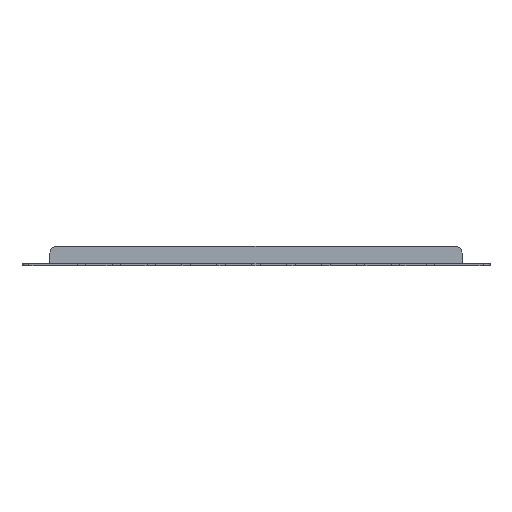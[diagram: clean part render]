
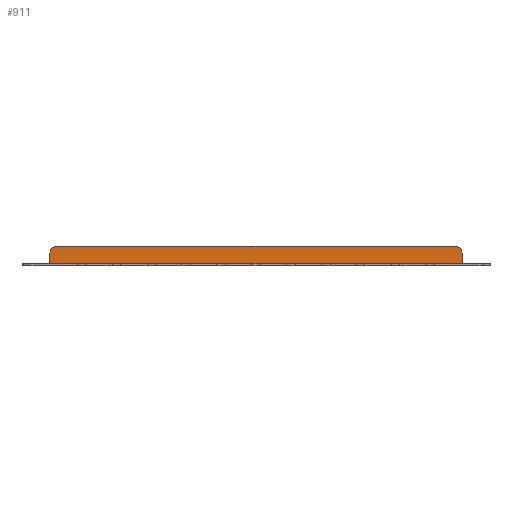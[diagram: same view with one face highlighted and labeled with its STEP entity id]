
A CAD part, top view. The second image highlights one B-rep face of the part: STEP entity #911.
In plain terms, the highlighted planar face has unit normal (0, 0, 1).
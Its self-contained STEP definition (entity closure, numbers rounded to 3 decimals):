
#24 = DIRECTION ( 'NONE',  ( 0., 1., 0. ) ) ;
#39 = VECTOR ( 'NONE', #2742, 1000. ) ;
#260 = ORIENTED_EDGE ( 'NONE', *, *, #1293, .T. ) ;
#318 = ORIENTED_EDGE ( 'NONE', *, *, #2590, .F. ) ;
#347 = CARTESIAN_POINT ( 'NONE',  ( -63.75, 0., 1.5 ) ) ;
#398 = CARTESIAN_POINT ( 'NONE',  ( -63.75, -5.5, 1.5 ) ) ;
#433 = LINE ( 'NONE', #2708, #2835 ) ;
#448 = CARTESIAN_POINT ( 'NONE',  ( -83.75, -5.5, 1.5 ) ) ;
#452 = EDGE_CURVE ( 'NONE', #2923, #3328, #433, .T. ) ;
#462 = VERTEX_POINT ( 'NONE', #2024 ) ;
#569 = ORIENTED_EDGE ( 'NONE', *, *, #452, .T. ) ;
#757 = AXIS2_PLACEMENT_3D ( 'NONE', #4013, #2064, #3063 ) ;
#766 = LINE ( 'NONE', #4007, #3775 ) ;
#773 = FACE_OUTER_BOUND ( 'NONE', #1646, .T. ) ;
#876 = CARTESIAN_POINT ( 'NONE',  ( 226.25, 2., 1.5 ) ) ;
#899 = AXIS2_PLACEMENT_3D ( 'NONE', #2169, #1553, #2786 ) ;
#911 = ADVANCED_FACE ( 'NONE', ( #773 ), #3968, .T. ) ;
#1200 = ORIENTED_EDGE ( 'NONE', *, *, #2861, .F. ) ;
#1293 = EDGE_CURVE ( 'NONE', #2243, #3777, #766, .T. ) ;
#1404 = VECTOR ( 'NONE', #24, 1000. ) ;
#1480 = AXIS2_PLACEMENT_3D ( 'NONE', #876, #2526, #4150 ) ;
#1524 = CARTESIAN_POINT ( 'NONE',  ( -58.75, 7., 1.5 ) ) ;
#1553 = DIRECTION ( 'NONE',  ( 0., 0., 1. ) ) ;
#1646 = EDGE_LOOP ( 'NONE', ( #260, #2465, #1200, #318, #569, #1669 ) ) ;
#1669 = ORIENTED_EDGE ( 'NONE', *, *, #2231, .F. ) ;
#2024 = CARTESIAN_POINT ( 'NONE',  ( -63.75, 2., 1.5 ) ) ;
#2064 = DIRECTION ( 'NONE',  ( 0., 0., 1. ) ) ;
#2105 = CARTESIAN_POINT ( 'NONE',  ( 226.25, 7., 1.5 ) ) ;
#2169 = CARTESIAN_POINT ( 'NONE',  ( -58.75, 2., 1.5 ) ) ;
#2197 = EDGE_CURVE ( 'NONE', #3777, #462, #2946, .T. ) ;
#2231 = EDGE_CURVE ( 'NONE', #2243, #3328, #4059, .T. ) ;
#2243 = VERTEX_POINT ( 'NONE', #2105 ) ;
#2465 = ORIENTED_EDGE ( 'NONE', *, *, #2197, .T. ) ;
#2526 = DIRECTION ( 'NONE',  ( 0., 0., -1. ) ) ;
#2590 = EDGE_CURVE ( 'NONE', #2923, #3551, #3374, .T. ) ;
#2641 = LINE ( 'NONE', #347, #1404 ) ;
#2708 = CARTESIAN_POINT ( 'NONE',  ( 231.25, 0., 1.5 ) ) ;
#2742 = DIRECTION ( 'NONE',  ( -1., 0., 0. ) ) ;
#2786 = DIRECTION ( 'NONE',  ( 1., 0., 0. ) ) ;
#2835 = VECTOR ( 'NONE', #3048, 1000. ) ;
#2861 = EDGE_CURVE ( 'NONE', #3551, #462, #2641, .T. ) ;
#2923 = VERTEX_POINT ( 'NONE', #3954 ) ;
#2946 = CIRCLE ( 'NONE', #899, 5. ) ;
#2964 = DIRECTION ( 'NONE',  ( -1., 0., 0. ) ) ;
#3048 = DIRECTION ( 'NONE',  ( 0., 1., 0. ) ) ;
#3063 = DIRECTION ( 'NONE',  ( 1., 0., 0. ) ) ;
#3328 = VERTEX_POINT ( 'NONE', #3773 ) ;
#3374 = LINE ( 'NONE', #448, #39 ) ;
#3551 = VERTEX_POINT ( 'NONE', #398 ) ;
#3773 = CARTESIAN_POINT ( 'NONE',  ( 231.25, 2., 1.5 ) ) ;
#3775 = VECTOR ( 'NONE', #2964, 1000. ) ;
#3777 = VERTEX_POINT ( 'NONE', #1524 ) ;
#3954 = CARTESIAN_POINT ( 'NONE',  ( 231.25, -5.5, 1.5 ) ) ;
#3968 = PLANE ( 'NONE',  #757 ) ;
#4007 = CARTESIAN_POINT ( 'NONE',  ( 83.75, 7., 1.5 ) ) ;
#4013 = CARTESIAN_POINT ( 'NONE',  ( 0., 0., 1.5 ) ) ;
#4059 = CIRCLE ( 'NONE', #1480, 5. ) ;
#4150 = DIRECTION ( 'NONE',  ( -1., 0., 0. ) ) ;
